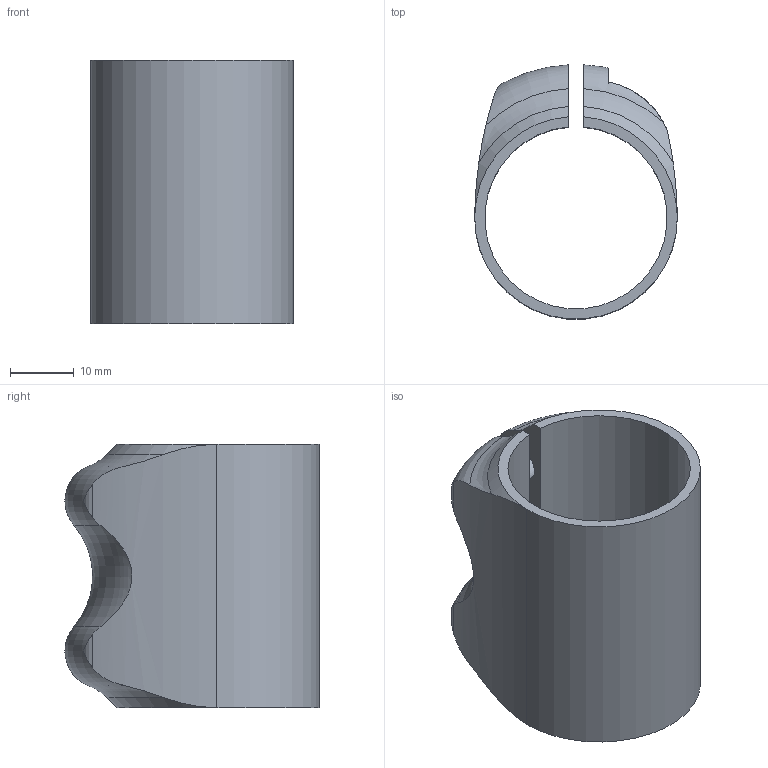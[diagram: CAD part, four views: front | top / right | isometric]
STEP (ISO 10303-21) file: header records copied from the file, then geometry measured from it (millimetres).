
FILE_DESCRIPTION (( 'STEP AP214' ), '1' );
FILE_NAME ('SP0003.STEP', '2013-11-15T18:25:53', ( '' ), ( '' ), 'SwSTEP 2.0', 'SolidWorks 2012', '' );
FILE_SCHEMA (( 'AUTOMOTIVE_DESIGN' ));
Length unit declared in the file: inch
Products named in the file (1): SP0003
Bounding box: 31.75 x 39.8 x 41.27 mm (x, y, z)
Volume: 11701.5 mm3; surface area: 9786.3 mm2
Topology: 1 solids, 1 shells, 42 faces, 114 edges, 76 vertices
Faces by surface type: cylinder 16, plane 12, torus 10, cone 4
Full cylindrical faces by diameter (mm): 5 x2, 5.08 x2
Entity records: 1756 total; most frequent: CARTESIAN_POINT 743, ORIENTED_EDGE 212, DIRECTION 182, EDGE_CURVE 106, AXIS2_PLACEMENT_3D 79, VERTEX_POINT 72, EDGE_LOOP 52, FACE_OUTER_BOUND 46
